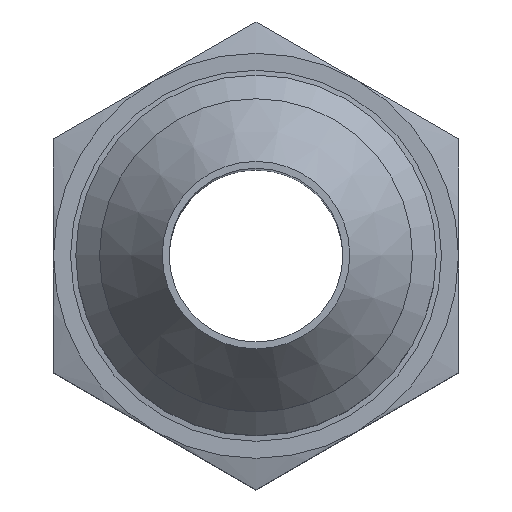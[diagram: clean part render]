
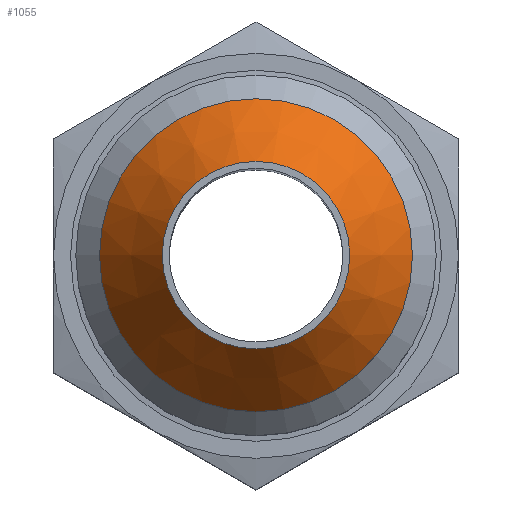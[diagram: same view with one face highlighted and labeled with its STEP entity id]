
A CAD part, top view. The second image highlights one B-rep face of the part: STEP entity #1055.
In plain terms, the highlighted conical face has half-angle 37 degrees and reference radius 3.24 mm.
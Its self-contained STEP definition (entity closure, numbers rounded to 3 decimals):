
#1028=CARTESIAN_POINT('',(0.,0.,34.8));
#1029=DIRECTION('',(0.0,0.,-1.0));
#1030=DIRECTION('',(-1.0,0.0,0.0));
#1031=AXIS2_PLACEMENT_3D('',#1028,#1029,#1030);
#1032=CONICAL_SURFACE('',#1031,3.24,37.0);
#1033=CARTESIAN_POINT('',(5.41,0.,31.92));
#1034=VERTEX_POINT('',#1033);
#1035=CARTESIAN_POINT('',(0.,0.,31.92));
#1036=DIRECTION('',(0.0,0.0,-1.0));
#1037=DIRECTION('',(-1.0,0.0,0.0));
#1038=AXIS2_PLACEMENT_3D('',#1035,#1036,#1037);
#1039=CIRCLE('',#1038,5.41);
#1040=EDGE_CURVE('',#1034,#1034,#1039,.T.);
#1041=ORIENTED_EDGE('',*,*,#1040,.F.);
#1042=EDGE_LOOP('',(#1041));
#1043=FACE_OUTER_BOUND('',#1042,.T.);
#1044=CARTESIAN_POINT('',(3.24,0.,34.8));
#1045=VERTEX_POINT('',#1044);
#1046=CARTESIAN_POINT('',(0.,0.,34.8));
#1047=DIRECTION('',(0.0,0.0,1.0));
#1048=DIRECTION('',(-1.0,0.0,0.0));
#1049=AXIS2_PLACEMENT_3D('',#1046,#1047,#1048);
#1050=CIRCLE('',#1049,3.24);
#1051=EDGE_CURVE('',#1045,#1045,#1050,.T.);
#1052=ORIENTED_EDGE('',*,*,#1051,.F.);
#1053=EDGE_LOOP('',(#1052));
#1054=FACE_BOUND('',#1053,.T.);
#1055=ADVANCED_FACE('',(#1043,#1054),#1032,.T.);
